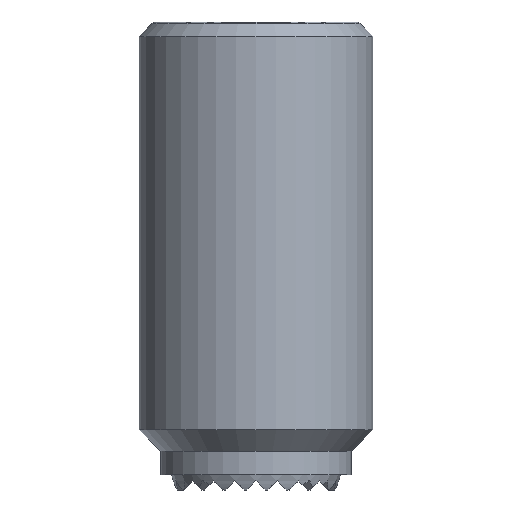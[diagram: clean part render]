
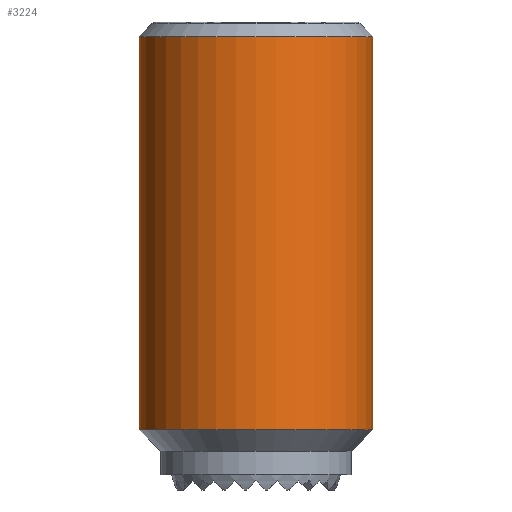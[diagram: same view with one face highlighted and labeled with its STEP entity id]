
A CAD part, front view. The second image highlights one B-rep face of the part: STEP entity #3224.
In plain terms, the highlighted cylindrical face has radius 10 mm (diameter 20 mm), a partial arc.
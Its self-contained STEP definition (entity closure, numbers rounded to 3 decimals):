
#1558=VERTEX_POINT('',#4019);
#2058=EDGE_CURVE('',#3392,#2524,#4594,.T.);
#2296=EDGE_CURVE('',#2814,#1558,#4858,.T.);
#2524=VERTEX_POINT('',#5109);
#2814=VERTEX_POINT('',#5428);
#3016=EDGE_CURVE('',#2524,#2814,#5649,.T.);
#3224=ADVANCED_FACE('',(#5881),#5882,.T.);
#3392=VERTEX_POINT('',#6063);
#3602=EDGE_CURVE('',#3392,#1558,#6306,.T.);
#4019=CARTESIAN_POINT('',(10.0,0.,-34.85));
#4594=LINE('',#7663,#7664);
#4858=LINE('',#8027,#8028);
#5109=CARTESIAN_POINT('',(-10.,0.,-1.25));
#5428=CARTESIAN_POINT('',(10.0,0.,-1.25));
#5649=CIRCLE('',#9190,10.);
#5881=FACE_OUTER_BOUND('',#9530,.T.);
#5882=CYLINDRICAL_SURFACE('',#9531,10.);
#6063=CARTESIAN_POINT('',(-10.,0.,-34.85));
#6306=CIRCLE('',#10133,10.);
#7663=CARTESIAN_POINT('',(-10.,0.,-18.05));
#7664=VECTOR('',#11348,1.0);
#8027=CARTESIAN_POINT('',(10.0,0.,-18.05));
#8028=VECTOR('',#11637,1.0);
#9190=AXIS2_PLACEMENT_3D('',#12474,#12475,#12476);
#9530=EDGE_LOOP('',(#12775,#12776,#12777,#12778));
#9531=AXIS2_PLACEMENT_3D('',#12779,#12780,#12781);
#10133=AXIS2_PLACEMENT_3D('',#13260,#13261,#13262);
#11348=DIRECTION('',(0.0,0.0,1.0));
#11637=DIRECTION('',(-0.0,-0.0,-1.0));
#12474=CARTESIAN_POINT('',(0.,0.,-1.25));
#12475=DIRECTION('',(0.0,0.0,1.0));
#12476=DIRECTION('',(-1.0,0.,0.0));
#12775=ORIENTED_EDGE('',*,*,#2058,.F.);
#12776=ORIENTED_EDGE('',*,*,#3602,.T.);
#12777=ORIENTED_EDGE('',*,*,#2296,.F.);
#12778=ORIENTED_EDGE('',*,*,#3016,.F.);
#12779=CARTESIAN_POINT('',(0.,0.,-18.05));
#12780=DIRECTION('',(-0.0,-0.0,-1.0));
#12781=DIRECTION('',(-1.0,0.,0.0));
#13260=CARTESIAN_POINT('',(0.,0.,-34.85));
#13261=DIRECTION('',(0.0,0.0,1.0));
#13262=DIRECTION('',(-1.0,0.,0.0));
